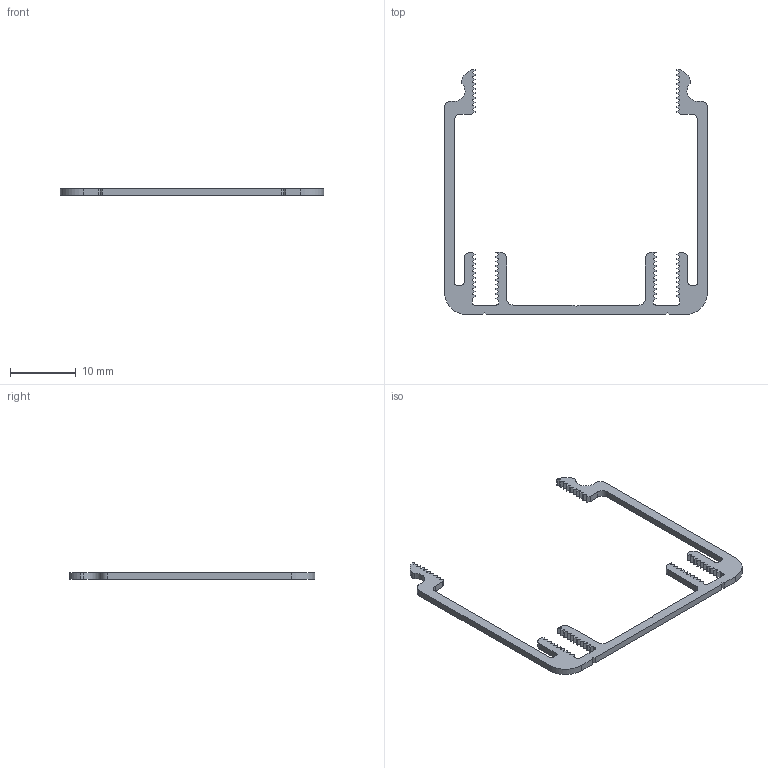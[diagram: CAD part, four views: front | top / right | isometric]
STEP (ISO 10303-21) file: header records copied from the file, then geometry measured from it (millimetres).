
FILE_DESCRIPTION((''),'2;1');
FILE_NAME('220046-3d.stp','2010-09-13T22:00:20',('kantoor'),(''),'Autodesk Inventor 2011','Autodesk Inventor 2011','');
FILE_SCHEMA(('AUTOMOTIVE_DESIGN { 1 0 10303 214 1 1 1 1 }'));
Length unit declared in the file: millimetre
Products named in the file (1): 220046-001
Bounding box: 40 x 37.33 x 1 mm (x, y, z)
Volume: 227.6 mm3; surface area: 766.8 mm2
Topology: 1 solids, 1 shells, 303 faces, 903 edges, 602 vertices
Faces by surface type: plane 159, cylinder 144
Entity records: 10271 total; most frequent: CARTESIAN_POINT 1809, ORIENTED_EDGE 1806, DIRECTION 1799, EDGE_CURVE 903, VECTOR 615, LINE 615, VERTEX_POINT 602, AXIS2_PLACEMENT_3D 592
